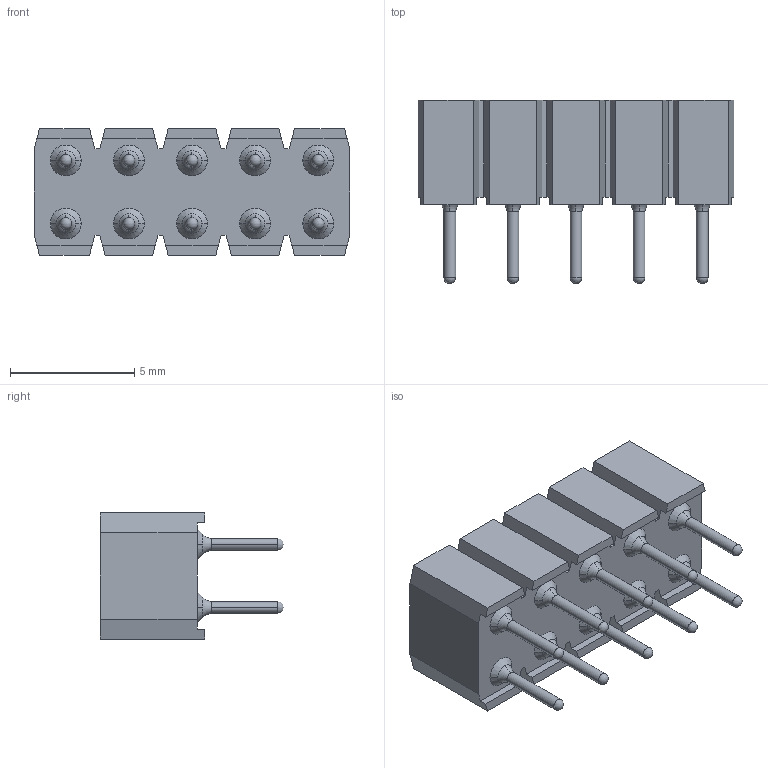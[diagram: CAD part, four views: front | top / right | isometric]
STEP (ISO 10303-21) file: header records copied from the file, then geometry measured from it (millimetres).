
FILE_DESCRIPTION(('STEP AP214'),'1');
FILE_NAME(' ',' ',('TraceParts'),('TraceParts S.A.'),'XStep 1.0',' ',' ');
FILE_SCHEMA(('automotive_design'));
Length unit declared in the file: millimetre
Products named in the file (1): 1
Bounding box: 12.7 x 7.37 x 5.08 mm (x, y, z)
Volume: 221.4 mm3; surface area: 541.7 mm2
Topology: 1 solids, 1 shells, 412 faces, 980 edges, 570 vertices
Faces by surface type: cone 200, cylinder 100, plane 82, torus 20, sphere 10
Entity records: 22426 total; most frequent: DIRECTION 2226, CARTESIAN_POINT 1923, STYLED_ITEM 1922, PRESENTATION_STYLE_ASSIGNMENT 1922, COLOUR_RGB 1922, ORIENTED_EDGE 1880, EDGE_CURVE 940, CURVE_STYLE 940
